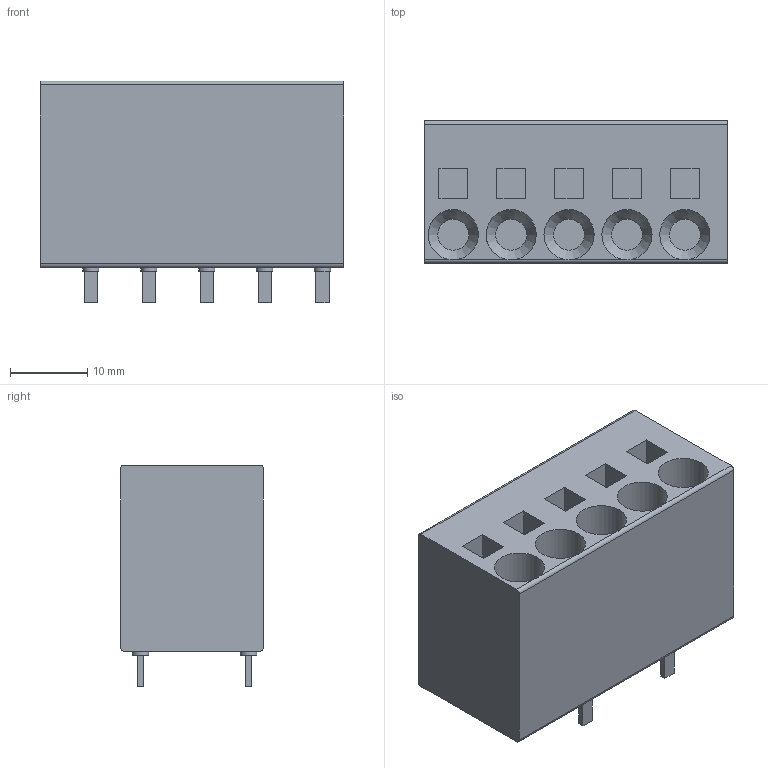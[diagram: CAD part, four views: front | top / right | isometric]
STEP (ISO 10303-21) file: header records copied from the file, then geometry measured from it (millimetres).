
FILE_DESCRIPTION(/* description */ ('model of PhoenixContact_SPT_5_5-V-7.5-ZB_1x05_P7.5mm_Vertical'),/* implementation_level */ '2;1');
FILE_NAME(/* name */ 'PhoenixContact_SPT_5_5-V-7.5-ZB_1x05_P7.5mm_Vertical.step',/* time_stamp */ '2023-01-30T13:58:10',/* author */ ('KiCAD','kicad'),/* organization */ ('OCCT'),/* preprocessor_version */ '',/* originating_system */ 'KiCAD',/* authorisation */ '');
FILE_SCHEMA(('AUTOMOTIVE_DESIGN { 1 0 10303 214 1 1 1 1 }'));
Length unit declared in the file: millimetre
Products named in the file (7): CQ assembly; bf3567a8-a09d-11ed-8f45-a0cec80452fd; bf3567a8-a09d-11ed-8f45-a0cec80452fd_part; bf356bf4-a09d-11ed-8f45-a0cec80452fd; bf356bf4-a09d-11ed-8f45-a0cec80452fd_part; bf356eba-a09d-11ed-8f45-a0cec80452fd; bf356eba-a09d-11ed-8f45-a0cec80452fd_part
Assembly tree (6 placements, depth 4):
  CQ assembly
    bf3567a8-a09d-11ed-8f45-a0cec80452fd
      bf3567a8-a09d-11ed-8f45-a0cec80452fd_part
      bf356bf4-a09d-11ed-8f45-a0cec80452fd
        bf356bf4-a09d-11ed-8f45-a0cec80452fd_part
      bf356eba-a09d-11ed-8f45-a0cec80452fd
        bf356eba-a09d-11ed-8f45-a0cec80452fd_part
Bounding box: 39.3 x 18.5 x 28.75 mm (x, y, z)
Volume: 15981.7 mm3; surface area: 5498.2 mm2
Topology: 6 solids, 6 shells, 90 faces, 199 edges, 131 vertices
Faces by surface type: plane 71, cylinder 14, cone 5
Full cylindrical faces by diameter (mm): 2.1 x5, 6.5 x5
Entity records: 2660 total; most frequent: CARTESIAN_POINT 482, DIRECTION 426, ORIENTED_EDGE 398, EDGE_CURVE 199, LINE 156, VECTOR 156, AXIS2_PLACEMENT_3D 135, VERTEX_POINT 131
